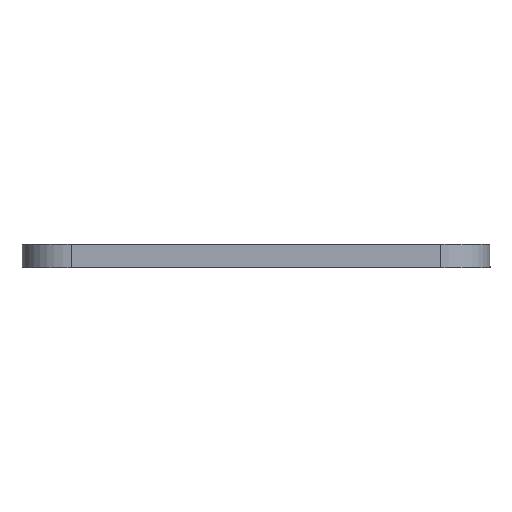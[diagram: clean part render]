
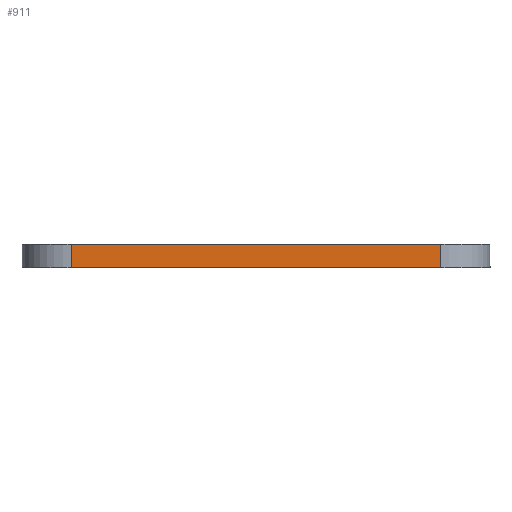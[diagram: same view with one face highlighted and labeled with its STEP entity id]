
A CAD part, left-side view. The second image highlights one B-rep face of the part: STEP entity #911.
In plain terms, the highlighted planar face has unit normal (-1, 0, 0).
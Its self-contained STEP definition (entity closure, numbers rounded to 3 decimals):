
#83=PLANE('',#1003);
#99=FACE_OUTER_BOUND('',#175,.T.);
#175=EDGE_LOOP('',(#701,#702,#703,#704));
#253=LINE('',#1416,#302);
#255=LINE('',#1476,#304);
#257=LINE('',#1480,#306);
#258=LINE('',#1481,#307);
#302=VECTOR('',#1137,10.);
#304=VECTOR('',#1197,10.);
#306=VECTOR('',#1201,10.);
#307=VECTOR('',#1202,10.);
#434=VERTEX_POINT('',#1413);
#435=VERTEX_POINT('',#1415);
#464=VERTEX_POINT('',#1474);
#465=VERTEX_POINT('',#1479);
#526=EDGE_CURVE('',#435,#434,#253,.T.);
#556=EDGE_CURVE('',#464,#434,#255,.T.);
#558=EDGE_CURVE('',#465,#464,#257,.T.);
#559=EDGE_CURVE('',#435,#465,#258,.T.);
#701=ORIENTED_EDGE('',*,*,#556,.F.);
#702=ORIENTED_EDGE('',*,*,#558,.F.);
#703=ORIENTED_EDGE('',*,*,#559,.F.);
#704=ORIENTED_EDGE('',*,*,#526,.T.);
#911=ADVANCED_FACE('',(#99),#83,.T.);
#1003=AXIS2_PLACEMENT_3D('',#1478,#1199,#1200);
#1137=DIRECTION('',(0.,1.,0.));
#1197=DIRECTION('',(0.,0.,1.));
#1199=DIRECTION('center_axis',(-1.,0.,0.));
#1200=DIRECTION('ref_axis',(0.,1.,0.));
#1201=DIRECTION('',(0.,1.,0.));
#1202=DIRECTION('',(0.,0.,-1.));
#1413=CARTESIAN_POINT('',(-47.5,37.5,18.81));
#1415=CARTESIAN_POINT('',(-47.5,-37.5,18.81));
#1416=CARTESIAN_POINT('',(-47.5,-47.5,18.81));
#1474=CARTESIAN_POINT('',(-47.5,37.5,14.06));
#1476=CARTESIAN_POINT('',(-47.5,37.5,18.81));
#1478=CARTESIAN_POINT('Origin',(-47.5,-47.5,18.81));
#1479=CARTESIAN_POINT('',(-47.5,-37.5,14.06));
#1480=CARTESIAN_POINT('',(-47.5,-47.5,14.06));
#1481=CARTESIAN_POINT('',(-47.5,-37.5,18.81));
